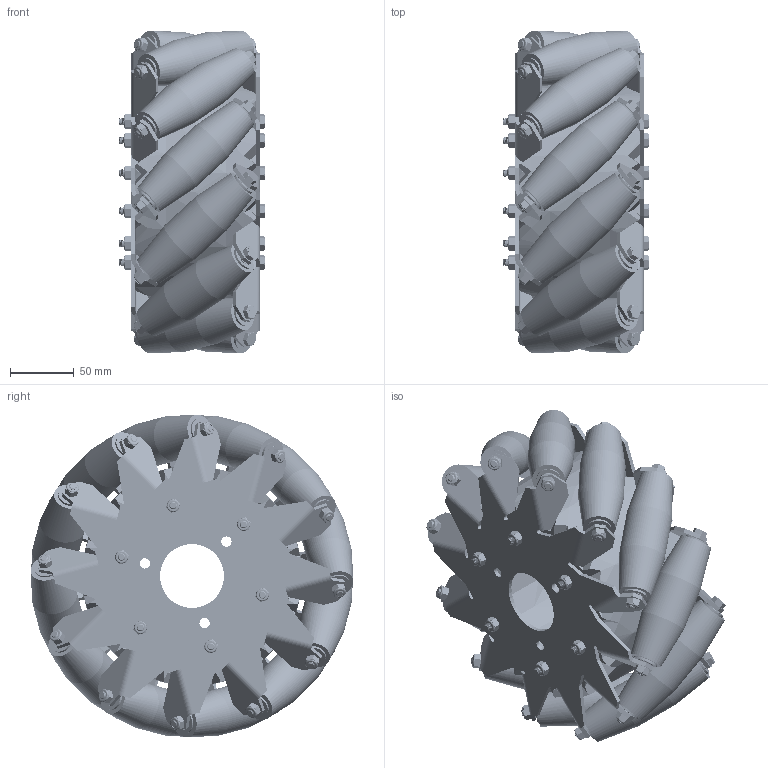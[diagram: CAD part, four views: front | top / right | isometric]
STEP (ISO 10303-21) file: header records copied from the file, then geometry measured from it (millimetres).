
FILE_DESCRIPTION (( 'STEP AP214' ), '1' );
FILE_NAME ('am-3866R 10 in. Mecanum Right 3 Hole Version.STEP', '2021-05-07T20:10:15', ( '' ), ( '' ), 'SwSTEP 2.0', 'SolidWorks 2019', '' );
FILE_SCHEMA (( 'AUTOMOTIVE_DESIGN' ));
Length unit declared in the file: millimetre
Products named in the file (48): am-3866R_Outside 10 in. Mecanum Right Outside Plate 3 Hole Version; SBR Roller Profile; am-0231; Roller Assembly Stack; am-0297 10 Mecanum SBR Roller Assembly; am-0242 10in Mecanum Roller Axle; am-1115 M6x110 Hex Head_91280A368; am-2336h 10 Mec Spacer; am-1111 M6 Nylock; am-1001 500x750x0625 Spacer; am-0253 MBC 08DU04 Bushing; am-1110 M6x120 Hex Head_91280A173; ip-0231_tube 10 Mecanum Roller Tube; am-3866R_Inside 10 in. Mecanum Right Inside Plate 3 Hole Version; am-3866R 10 in. Mecanum Right 3 Hole Version
Assembly tree (160 placements, depth 5):
  am-3866R 10 in. Mecanum Right 3 Hole Version
    am-2336h 10 Mec Spacer  x2
    am-3866R_Outside 10 in. Mecanum Right Outside Plate 3 Hole Version
    am-3866R_Inside 10 in. Mecanum Right Inside Plate 3 Hole Version
    am-1111 M6 Nylock  x18
    am-1115 M6x110 Hex Head_91280A368  x6
    am-1110 M6x120 Hex Head_91280A173  x12
    Roller Assembly Stack
      am-0297 10 Mecanum SBR Roller Assembly
        am-0231
          ip-0231_tube 10 Mecanum Roller Tube
          SBR Roller Profile
        am-0253 MBC 08DU04 Bushing  x2
      am-0242 10in Mecanum Roller Axle
      am-1001 500x750x0625 Spacer  x2
    Roller Assembly Stack
      am-0297 10 Mecanum SBR Roller Assembly
        am-0231
          ip-0231_tube 10 Mecanum Roller Tube
          SBR Roller Profile
        am-0253 MBC 08DU04 Bushing  x2
      am-0242 10in Mecanum Roller Axle
      am-1001 500x750x0625 Spacer  x2
    Roller Assembly Stack
      am-0297 10 Mecanum SBR Roller Assembly
        am-0231
          ip-0231_tube 10 Mecanum Roller Tube
          SBR Roller Profile
        am-0253 MBC 08DU04 Bushing  x2
      am-0242 10in Mecanum Roller Axle
      am-1001 500x750x0625 Spacer  x2
    Roller Assembly Stack
      am-0297 10 Mecanum SBR Roller Assembly
        am-0231
          ip-0231_tube 10 Mecanum Roller Tube
          SBR Roller Profile
        am-0253 MBC 08DU04 Bushing  x2
      am-0242 10in Mecanum Roller Axle
      am-1001 500x750x0625 Spacer  x2
    Roller Assembly Stack
      am-0297 10 Mecanum SBR Roller Assembly
        am-0231
          ip-0231_tube 10 Mecanum Roller Tube
          SBR Roller Profile
        am-0253 MBC 08DU04 Bushing  x2
      am-0242 10in Mecanum Roller Axle
      am-1001 500x750x0625 Spacer  x2
    Roller Assembly Stack
      am-0297 10 Mecanum SBR Roller Assembly
        am-0231
          ip-0231_tube 10 Mecanum Roller Tube
          SBR Roller Profile
        am-0253 MBC 08DU04 Bushing  x2
      am-0242 10in Mecanum Roller Axle
      am-1001 500x750x0625 Spacer  x2
    Roller Assembly Stack
      am-0297 10 Mecanum SBR Roller Assembly
        am-0231
          ip-0231_tube 10 Mecanum Roller Tube
          SBR Roller Profile
Bounding box: 114 x 252.45 x 252.45 mm (x, y, z)
Volume: 1742076.8 mm3; surface area: 927319.2 mm2
Topology: 142 solids, 142 shells, 6440 faces, 15440 edges, 9506 vertices
Faces by surface type: cylinder 2198, plane 1628, bspline 1274, cone 1032, torus 160, sphere 148
Entity records: 86711 total; most frequent: CARTESIAN_POINT 44609, ORIENTED_EDGE 8994, DIRECTION 7880, EDGE_CURVE 4497, AXIS2_PLACEMENT_3D 2879, VERTEX_POINT 2744, LINE 2122, VECTOR 2122
